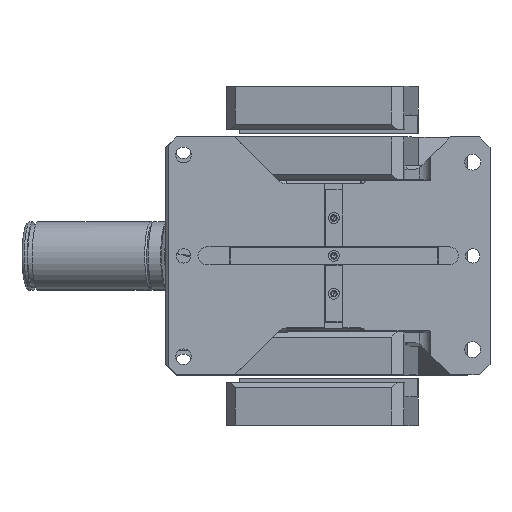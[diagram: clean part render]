
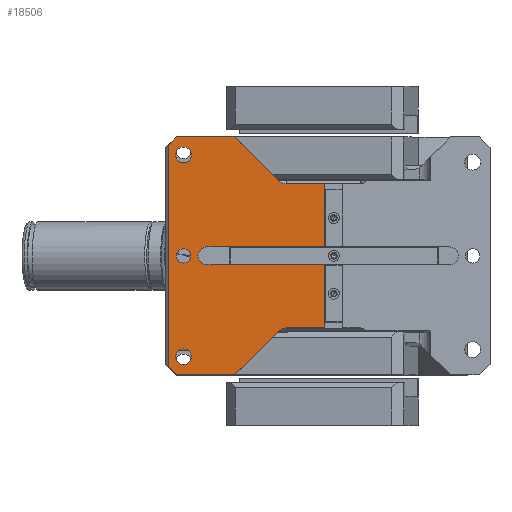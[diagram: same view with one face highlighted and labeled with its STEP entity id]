
A CAD part, top view. The second image highlights one B-rep face of the part: STEP entity #18506.
In plain terms, the highlighted planar face has unit normal (0, 0, 1).
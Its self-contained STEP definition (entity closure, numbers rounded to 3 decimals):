
#15855=CARTESIAN_POINT('Axis2P3D Location',(0.,0.,300.)) ;
#16746=CARTESIAN_POINT('Vertex',(-104.,-100.,300.)) ;
#16749=CARTESIAN_POINT('Line Origine',(-130.787,-100.,300.)) ;
#16753=CARTESIAN_POINT('Vertex',(-157.574,-100.,300.)) ;
#16917=CARTESIAN_POINT('Vertex',(-157.574,100.,300.)) ;
#16920=CARTESIAN_POINT('Line Origine',(-130.787,100.,300.)) ;
#16924=CARTESIAN_POINT('Vertex',(-104.,100.,300.)) ;
#17941=CARTESIAN_POINT('Vertex',(-168.18,-104.393,300.)) ;
#17958=CARTESIAN_POINT('Axis2P3D Location',(-157.574,-115.,300.)) ;
#18347=CARTESIAN_POINT('Line Origine',(-315.75,-159.25,300.)) ;
#18351=CARTESIAN_POINT('Vertex',(-321.5,-153.5,300.)) ;
#18353=CARTESIAN_POINT('Vertex',(-310.,-165.,300.)) ;
#18356=CARTESIAN_POINT('Line Origine',(-269.393,-165.,300.)) ;
#18360=CARTESIAN_POINT('Vertex',(-228.787,-165.,300.)) ;
#18363=CARTESIAN_POINT('Line Origine',(-198.483,-134.697,300.)) ;
#18368=CARTESIAN_POINT('Line Origine',(-104.,-56.25,300.)) ;
#18372=CARTESIAN_POINT('Vertex',(-104.,-12.5,300.)) ;
#18375=CARTESIAN_POINT('Line Origine',(-185.75,-12.5,300.)) ;
#18379=CARTESIAN_POINT('Vertex',(-267.5,-12.5,300.)) ;
#18382=CARTESIAN_POINT('Axis2P3D Location',(-267.5,0.,300.)) ;
#18386=CARTESIAN_POINT('Vertex',(-267.5,12.5,300.)) ;
#18389=CARTESIAN_POINT('Line Origine',(-185.75,12.5,300.)) ;
#18393=CARTESIAN_POINT('Vertex',(-104.,12.5,300.)) ;
#18396=CARTESIAN_POINT('Line Origine',(-104.,56.25,300.)) ;
#18401=CARTESIAN_POINT('Axis2P3D Location',(-157.574,115.,300.)) ;
#18405=CARTESIAN_POINT('Vertex',(-168.18,104.393,300.)) ;
#18408=CARTESIAN_POINT('Line Origine',(-198.483,134.697,300.)) ;
#18412=CARTESIAN_POINT('Vertex',(-228.787,165.,300.)) ;
#18415=CARTESIAN_POINT('Line Origine',(-269.393,165.,300.)) ;
#18419=CARTESIAN_POINT('Vertex',(-310.,165.,300.)) ;
#18422=CARTESIAN_POINT('Line Origine',(-315.75,159.25,300.)) ;
#18426=CARTESIAN_POINT('Vertex',(-321.5,153.5,300.)) ;
#18429=CARTESIAN_POINT('Line Origine',(-321.5,0.,300.)) ;
#18452=CARTESIAN_POINT('Axis2P3D Location',(-300.,-140.,300.)) ;
#18456=CARTESIAN_POINT('Vertex',(-311.,-140.,300.)) ;
#18458=CARTESIAN_POINT('Vertex',(-289.,-140.,300.)) ;
#18461=CARTESIAN_POINT('Axis2P3D Location',(-300.,-140.,300.)) ;
#18470=CARTESIAN_POINT('Axis2P3D Location',(-300.,140.,300.)) ;
#18474=CARTESIAN_POINT('Vertex',(-289.,140.,300.)) ;
#18476=CARTESIAN_POINT('Vertex',(-311.,140.,300.)) ;
#18479=CARTESIAN_POINT('Axis2P3D Location',(-300.,140.,300.)) ;
#18488=CARTESIAN_POINT('Axis2P3D Location',(-300.,0.,300.)) ;
#18492=CARTESIAN_POINT('Vertex',(-310.,0.,300.)) ;
#18494=CARTESIAN_POINT('Vertex',(-290.,0.,300.)) ;
#18497=CARTESIAN_POINT('Axis2P3D Location',(-300.,0.,300.)) ;
#15856=DIRECTION('Axis2P3D Direction',(0.,0.,-1.)) ;
#15857=DIRECTION('Axis2P3D XDirection',(0.,-1.,0.)) ;
#16750=DIRECTION('Vector Direction',(-1.,0.,0.)) ;
#16921=DIRECTION('Vector Direction',(-1.,0.,0.)) ;
#17959=DIRECTION('Axis2P3D Direction',(0.,0.,-1.)) ;
#18348=DIRECTION('Vector Direction',(0.707,-0.707,0.)) ;
#18357=DIRECTION('Vector Direction',(-1.,0.,0.)) ;
#18364=DIRECTION('Vector Direction',(-0.707,-0.707,0.)) ;
#18369=DIRECTION('Vector Direction',(0.,1.,0.)) ;
#18376=DIRECTION('Vector Direction',(-1.,0.,0.)) ;
#18383=DIRECTION('Axis2P3D Direction',(0.,0.,-1.)) ;
#18390=DIRECTION('Vector Direction',(1.,0.,0.)) ;
#18397=DIRECTION('Vector Direction',(0.,1.,0.)) ;
#18402=DIRECTION('Axis2P3D Direction',(0.,0.,-1.)) ;
#18409=DIRECTION('Vector Direction',(-0.707,0.707,0.)) ;
#18416=DIRECTION('Vector Direction',(-1.,0.,0.)) ;
#18423=DIRECTION('Vector Direction',(0.707,0.707,0.)) ;
#18430=DIRECTION('Vector Direction',(0.,1.,0.)) ;
#18453=DIRECTION('Axis2P3D Direction',(0.,0.,-1.)) ;
#18462=DIRECTION('Axis2P3D Direction',(0.,0.,-1.)) ;
#18471=DIRECTION('Axis2P3D Direction',(0.,0.,-1.)) ;
#18480=DIRECTION('Axis2P3D Direction',(0.,0.,-1.)) ;
#18489=DIRECTION('Axis2P3D Direction',(0.,0.,-1.)) ;
#18498=DIRECTION('Axis2P3D Direction',(0.,0.,-1.)) ;
#15858=AXIS2_PLACEMENT_3D('Plane Axis2P3D',#15855,#15856,#15857) ;
#17960=AXIS2_PLACEMENT_3D('Circle Axis2P3D',#17958,#17959,$) ;
#18384=AXIS2_PLACEMENT_3D('Circle Axis2P3D',#18382,#18383,$) ;
#18403=AXIS2_PLACEMENT_3D('Circle Axis2P3D',#18401,#18402,$) ;
#18454=AXIS2_PLACEMENT_3D('Circle Axis2P3D',#18452,#18453,$) ;
#18463=AXIS2_PLACEMENT_3D('Circle Axis2P3D',#18461,#18462,$) ;
#18472=AXIS2_PLACEMENT_3D('Circle Axis2P3D',#18470,#18471,$) ;
#18481=AXIS2_PLACEMENT_3D('Circle Axis2P3D',#18479,#18480,$) ;
#18490=AXIS2_PLACEMENT_3D('Circle Axis2P3D',#18488,#18489,$) ;
#18499=AXIS2_PLACEMENT_3D('Circle Axis2P3D',#18497,#18498,$) ;
#18435=ORIENTED_EDGE('',*,*,#18355,.T.) ;
#18436=ORIENTED_EDGE('',*,*,#18362,.F.) ;
#18437=ORIENTED_EDGE('',*,*,#18367,.F.) ;
#18438=ORIENTED_EDGE('',*,*,#17962,.T.) ;
#18439=ORIENTED_EDGE('',*,*,#16755,.F.) ;
#18440=ORIENTED_EDGE('',*,*,#18374,.T.) ;
#18441=ORIENTED_EDGE('',*,*,#18381,.T.) ;
#18442=ORIENTED_EDGE('',*,*,#18388,.T.) ;
#18443=ORIENTED_EDGE('',*,*,#18395,.T.) ;
#18444=ORIENTED_EDGE('',*,*,#18400,.T.) ;
#18445=ORIENTED_EDGE('',*,*,#16926,.T.) ;
#18446=ORIENTED_EDGE('',*,*,#18407,.T.) ;
#18447=ORIENTED_EDGE('',*,*,#18414,.T.) ;
#18448=ORIENTED_EDGE('',*,*,#18421,.T.) ;
#18449=ORIENTED_EDGE('',*,*,#18428,.F.) ;
#18450=ORIENTED_EDGE('',*,*,#18433,.F.) ;
#18467=ORIENTED_EDGE('',*,*,#18460,.T.) ;
#18468=ORIENTED_EDGE('',*,*,#18465,.T.) ;
#18485=ORIENTED_EDGE('',*,*,#18478,.T.) ;
#18486=ORIENTED_EDGE('',*,*,#18483,.T.) ;
#18503=ORIENTED_EDGE('',*,*,#18496,.T.) ;
#18504=ORIENTED_EDGE('',*,*,#18501,.T.) ;
#18469=FACE_BOUND('',#18466,.T.) ;
#18487=FACE_BOUND('',#18484,.T.) ;
#18505=FACE_BOUND('',#18502,.T.) ;
#16751=VECTOR('Line Direction',#16750,1.) ;
#16922=VECTOR('Line Direction',#16921,1.) ;
#18349=VECTOR('Line Direction',#18348,1.) ;
#18358=VECTOR('Line Direction',#18357,1.) ;
#18365=VECTOR('Line Direction',#18364,1.) ;
#18370=VECTOR('Line Direction',#18369,1.) ;
#18377=VECTOR('Line Direction',#18376,1.) ;
#18391=VECTOR('Line Direction',#18390,1.) ;
#18398=VECTOR('Line Direction',#18397,1.) ;
#18410=VECTOR('Line Direction',#18409,1.) ;
#18417=VECTOR('Line Direction',#18416,1.) ;
#18424=VECTOR('Line Direction',#18423,1.) ;
#18431=VECTOR('Line Direction',#18430,1.) ;
#18506=ADVANCED_FACE('SCHIEBERBETT',(#18451,#18469,#18487,#18505),#15859,.F.) ;
#17961=CIRCLE('generated circle',#17960,15.) ;
#18385=CIRCLE('generated circle',#18384,12.5) ;
#18404=CIRCLE('generated circle',#18403,15.) ;
#18455=CIRCLE('generated circle',#18454,11.) ;
#18464=CIRCLE('generated circle',#18463,11.) ;
#18473=CIRCLE('generated circle',#18472,11.) ;
#18482=CIRCLE('generated circle',#18481,11.) ;
#18491=CIRCLE('generated circle',#18490,10.) ;
#18500=CIRCLE('generated circle',#18499,10.) ;
#16755=EDGE_CURVE('',#16747,#16754,#16752,.T.) ;
#16926=EDGE_CURVE('',#16925,#16918,#16923,.T.) ;
#17962=EDGE_CURVE('',#17942,#16754,#17961,.T.) ;
#18355=EDGE_CURVE('',#18352,#18354,#18350,.T.) ;
#18362=EDGE_CURVE('',#18361,#18354,#18359,.T.) ;
#18367=EDGE_CURVE('',#17942,#18361,#18366,.T.) ;
#18374=EDGE_CURVE('',#16747,#18373,#18371,.T.) ;
#18381=EDGE_CURVE('',#18373,#18380,#18378,.T.) ;
#18388=EDGE_CURVE('',#18380,#18387,#18385,.T.) ;
#18395=EDGE_CURVE('',#18387,#18394,#18392,.T.) ;
#18400=EDGE_CURVE('',#18394,#16925,#18399,.T.) ;
#18407=EDGE_CURVE('',#16918,#18406,#18404,.T.) ;
#18414=EDGE_CURVE('',#18406,#18413,#18411,.T.) ;
#18421=EDGE_CURVE('',#18413,#18420,#18418,.T.) ;
#18428=EDGE_CURVE('',#18427,#18420,#18425,.T.) ;
#18433=EDGE_CURVE('',#18352,#18427,#18432,.T.) ;
#18460=EDGE_CURVE('',#18457,#18459,#18455,.T.) ;
#18465=EDGE_CURVE('',#18459,#18457,#18464,.T.) ;
#18478=EDGE_CURVE('',#18475,#18477,#18473,.T.) ;
#18483=EDGE_CURVE('',#18477,#18475,#18482,.T.) ;
#18496=EDGE_CURVE('',#18493,#18495,#18491,.T.) ;
#18501=EDGE_CURVE('',#18495,#18493,#18500,.T.) ;
#18434=EDGE_LOOP('',(#18435,#18436,#18437,#18438,#18439,#18440,#18441,#18442,#18443,#18444,#18445,#18446,#18447,#18448,#18449,#18450)) ;
#18466=EDGE_LOOP('',(#18467,#18468)) ;
#18484=EDGE_LOOP('',(#18485,#18486)) ;
#18502=EDGE_LOOP('',(#18503,#18504)) ;
#18451=FACE_OUTER_BOUND('',#18434,.T.) ;
#16752=LINE('Line',#16749,#16751) ;
#16923=LINE('Line',#16920,#16922) ;
#18350=LINE('Line',#18347,#18349) ;
#18359=LINE('Line',#18356,#18358) ;
#18366=LINE('Line',#18363,#18365) ;
#18371=LINE('Line',#18368,#18370) ;
#18378=LINE('Line',#18375,#18377) ;
#18392=LINE('Line',#18389,#18391) ;
#18399=LINE('Line',#18396,#18398) ;
#18411=LINE('Line',#18408,#18410) ;
#18418=LINE('Line',#18415,#18417) ;
#18425=LINE('Line',#18422,#18424) ;
#18432=LINE('Line',#18429,#18431) ;
#15859=PLANE('',#15858) ;
#16747=VERTEX_POINT('',#16746) ;
#16754=VERTEX_POINT('',#16753) ;
#16918=VERTEX_POINT('',#16917) ;
#16925=VERTEX_POINT('',#16924) ;
#17942=VERTEX_POINT('',#17941) ;
#18352=VERTEX_POINT('',#18351) ;
#18354=VERTEX_POINT('',#18353) ;
#18361=VERTEX_POINT('',#18360) ;
#18373=VERTEX_POINT('',#18372) ;
#18380=VERTEX_POINT('',#18379) ;
#18387=VERTEX_POINT('',#18386) ;
#18394=VERTEX_POINT('',#18393) ;
#18406=VERTEX_POINT('',#18405) ;
#18413=VERTEX_POINT('',#18412) ;
#18420=VERTEX_POINT('',#18419) ;
#18427=VERTEX_POINT('',#18426) ;
#18457=VERTEX_POINT('',#18456) ;
#18459=VERTEX_POINT('',#18458) ;
#18475=VERTEX_POINT('',#18474) ;
#18477=VERTEX_POINT('',#18476) ;
#18493=VERTEX_POINT('',#18492) ;
#18495=VERTEX_POINT('',#18494) ;
